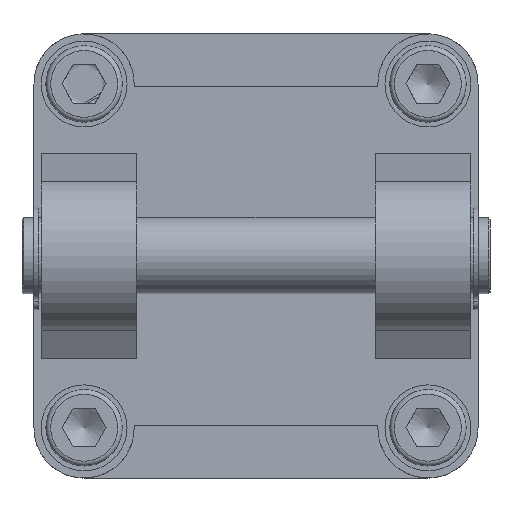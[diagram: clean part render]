
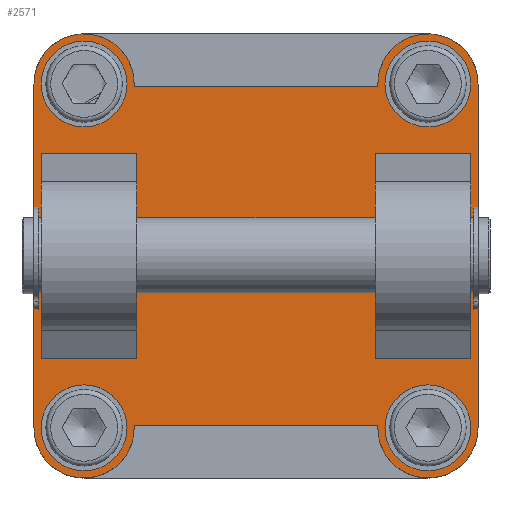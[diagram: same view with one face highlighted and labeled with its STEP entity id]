
A CAD part, top view. The second image highlights one B-rep face of the part: STEP entity #2571.
In plain terms, the highlighted planar face has unit normal (0, 0, 1).
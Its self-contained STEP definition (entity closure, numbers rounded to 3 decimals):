
#75=FACE_BOUND('',#367,.T.);
#76=FACE_BOUND('',#368,.T.);
#77=FACE_BOUND('',#369,.T.);
#78=FACE_BOUND('',#370,.T.);
#79=FACE_BOUND('',#371,.T.);
#80=FACE_BOUND('',#372,.T.);
#127=PLANE('',#2787);
#217=FACE_OUTER_BOUND('',#366,.T.);
#366=EDGE_LOOP('',(#1778,#1779,#1780,#1781,#1782,#1783,#1784,#1785));
#367=EDGE_LOOP('',(#1786,#1787,#1788,#1789));
#368=EDGE_LOOP('',(#1790,#1791,#1792,#1793));
#369=EDGE_LOOP('',(#1794,#1795));
#370=EDGE_LOOP('',(#1796,#1797));
#371=EDGE_LOOP('',(#1798,#1799));
#372=EDGE_LOOP('',(#1800,#1801));
#503=LINE('',#3835,#661);
#509=LINE('',#3850,#667);
#510=LINE('',#3852,#668);
#511=LINE('',#3854,#669);
#516=LINE('',#3869,#674);
#519=LINE('',#3880,#677);
#521=LINE('',#3883,#679);
#522=LINE('',#3885,#680);
#533=LINE('',#3961,#691);
#538=LINE('',#3976,#696);
#547=LINE('',#3999,#705);
#552=LINE('',#4016,#710);
#661=VECTOR('',#3043,10.);
#667=VECTOR('',#3057,10.);
#668=VECTOR('',#3060,10.);
#669=VECTOR('',#3063,10.);
#674=VECTOR('',#3076,10.);
#677=VECTOR('',#3087,10.);
#679=VECTOR('',#3091,10.);
#680=VECTOR('',#3094,10.);
#691=VECTOR('',#3179,10.);
#696=VECTOR('',#3192,10.);
#705=VECTOR('',#3213,10.);
#710=VECTOR('',#3232,10.);
#831=CIRCLE('',#2732,9.);
#832=CIRCLE('',#2733,9.);
#837=CIRCLE('',#2741,9.);
#838=CIRCLE('',#2742,9.);
#843=CIRCLE('',#2750,9.);
#844=CIRCLE('',#2751,9.);
#849=CIRCLE('',#2759,9.);
#850=CIRCLE('',#2760,9.);
#856=CIRCLE('',#2775,10.5);
#858=CIRCLE('',#2778,10.5);
#860=CIRCLE('',#2782,10.5);
#862=CIRCLE('',#2785,10.5);
#998=VERTEX_POINT('',#3831);
#1000=VERTEX_POINT('',#3834);
#1004=VERTEX_POINT('',#3846);
#1005=VERTEX_POINT('',#3848);
#1008=VERTEX_POINT('',#3862);
#1011=VERTEX_POINT('',#3867);
#1014=VERTEX_POINT('',#3877);
#1015=VERTEX_POINT('',#3879);
#1019=VERTEX_POINT('',#3894);
#1020=VERTEX_POINT('',#3895);
#1025=VERTEX_POINT('',#3911);
#1026=VERTEX_POINT('',#3912);
#1031=VERTEX_POINT('',#3928);
#1032=VERTEX_POINT('',#3929);
#1037=VERTEX_POINT('',#3945);
#1038=VERTEX_POINT('',#3946);
#1042=VERTEX_POINT('',#3958);
#1043=VERTEX_POINT('',#3960);
#1048=VERTEX_POINT('',#3973);
#1049=VERTEX_POINT('',#3975);
#1056=VERTEX_POINT('',#3997);
#1057=VERTEX_POINT('',#3998);
#1060=VERTEX_POINT('',#4009);
#1062=VERTEX_POINT('',#4015);
#1257=EDGE_CURVE('',#1000,#998,#503,.T.);
#1265=EDGE_CURVE('',#1004,#1005,#509,.T.);
#1266=EDGE_CURVE('',#998,#1004,#510,.T.);
#1267=EDGE_CURVE('',#1005,#1000,#511,.T.);
#1274=EDGE_CURVE('',#1008,#1011,#516,.T.);
#1279=EDGE_CURVE('',#1015,#1014,#519,.T.);
#1281=EDGE_CURVE('',#1014,#1008,#521,.T.);
#1282=EDGE_CURVE('',#1011,#1015,#522,.T.);
#1286=EDGE_CURVE('',#1019,#1020,#831,.T.);
#1287=EDGE_CURVE('',#1020,#1019,#832,.T.);
#1294=EDGE_CURVE('',#1025,#1026,#837,.T.);
#1295=EDGE_CURVE('',#1026,#1025,#838,.T.);
#1302=EDGE_CURVE('',#1031,#1032,#843,.T.);
#1303=EDGE_CURVE('',#1032,#1031,#844,.T.);
#1310=EDGE_CURVE('',#1037,#1038,#849,.T.);
#1311=EDGE_CURVE('',#1038,#1037,#850,.T.);
#1317=EDGE_CURVE('',#1043,#1042,#533,.T.);
#1324=EDGE_CURVE('',#1049,#1048,#538,.T.);
#1335=EDGE_CURVE('',#1056,#1057,#547,.T.);
#1339=EDGE_CURVE('',#1048,#1057,#856,.T.);
#1341=EDGE_CURVE('',#1049,#1060,#858,.T.);
#1344=EDGE_CURVE('',#1060,#1062,#552,.T.);
#1347=EDGE_CURVE('',#1042,#1062,#860,.T.);
#1349=EDGE_CURVE('',#1043,#1056,#862,.T.);
#1778=ORIENTED_EDGE('',*,*,#1347,.T.);
#1779=ORIENTED_EDGE('',*,*,#1344,.F.);
#1780=ORIENTED_EDGE('',*,*,#1341,.F.);
#1781=ORIENTED_EDGE('',*,*,#1324,.T.);
#1782=ORIENTED_EDGE('',*,*,#1339,.T.);
#1783=ORIENTED_EDGE('',*,*,#1335,.F.);
#1784=ORIENTED_EDGE('',*,*,#1349,.F.);
#1785=ORIENTED_EDGE('',*,*,#1317,.T.);
#1786=ORIENTED_EDGE('',*,*,#1265,.T.);
#1787=ORIENTED_EDGE('',*,*,#1267,.T.);
#1788=ORIENTED_EDGE('',*,*,#1257,.T.);
#1789=ORIENTED_EDGE('',*,*,#1266,.T.);
#1790=ORIENTED_EDGE('',*,*,#1279,.T.);
#1791=ORIENTED_EDGE('',*,*,#1281,.T.);
#1792=ORIENTED_EDGE('',*,*,#1274,.T.);
#1793=ORIENTED_EDGE('',*,*,#1282,.T.);
#1794=ORIENTED_EDGE('',*,*,#1286,.T.);
#1795=ORIENTED_EDGE('',*,*,#1287,.T.);
#1796=ORIENTED_EDGE('',*,*,#1294,.T.);
#1797=ORIENTED_EDGE('',*,*,#1295,.T.);
#1798=ORIENTED_EDGE('',*,*,#1302,.T.);
#1799=ORIENTED_EDGE('',*,*,#1303,.T.);
#1800=ORIENTED_EDGE('',*,*,#1310,.T.);
#1801=ORIENTED_EDGE('',*,*,#1311,.T.);
#2571=ADVANCED_FACE('',(#217,#75,#76,#77,#78,#79,#80),#127,.T.);
#2732=AXIS2_PLACEMENT_3D('',#3896,#3105,#3106);
#2733=AXIS2_PLACEMENT_3D('',#3897,#3107,#3108);
#2741=AXIS2_PLACEMENT_3D('',#3913,#3125,#3126);
#2742=AXIS2_PLACEMENT_3D('',#3914,#3127,#3128);
#2750=AXIS2_PLACEMENT_3D('',#3930,#3145,#3146);
#2751=AXIS2_PLACEMENT_3D('',#3931,#3147,#3148);
#2759=AXIS2_PLACEMENT_3D('',#3947,#3165,#3166);
#2760=AXIS2_PLACEMENT_3D('',#3948,#3167,#3168);
#2775=AXIS2_PLACEMENT_3D('',#4006,#3219,#3220);
#2778=AXIS2_PLACEMENT_3D('',#4010,#3225,#3226);
#2782=AXIS2_PLACEMENT_3D('',#4021,#3237,#3238);
#2785=AXIS2_PLACEMENT_3D('',#4024,#3243,#3244);
#2787=AXIS2_PLACEMENT_3D('',#4026,#3247,#3248);
#3043=DIRECTION('',(-1.,0.,0.));
#3057=DIRECTION('',(1.,0.,0.));
#3060=DIRECTION('',(0.,1.,0.));
#3063=DIRECTION('',(0.,-1.,0.));
#3076=DIRECTION('',(-1.,0.,0.));
#3087=DIRECTION('',(1.,0.,0.));
#3091=DIRECTION('',(0.,-1.,0.));
#3094=DIRECTION('',(0.,1.,0.));
#3105=DIRECTION('center_axis',(0.,0.,-1.));
#3106=DIRECTION('ref_axis',(1.,0.,0.));
#3107=DIRECTION('center_axis',(0.,0.,-1.));
#3108=DIRECTION('ref_axis',(1.,0.,0.));
#3125=DIRECTION('center_axis',(0.,0.,-1.));
#3126=DIRECTION('ref_axis',(1.,0.,0.));
#3127=DIRECTION('center_axis',(0.,0.,-1.));
#3128=DIRECTION('ref_axis',(1.,0.,0.));
#3145=DIRECTION('center_axis',(0.,0.,-1.));
#3146=DIRECTION('ref_axis',(1.,0.,0.));
#3147=DIRECTION('center_axis',(0.,0.,-1.));
#3148=DIRECTION('ref_axis',(1.,0.,0.));
#3165=DIRECTION('center_axis',(0.,0.,-1.));
#3166=DIRECTION('ref_axis',(1.,0.,0.));
#3167=DIRECTION('center_axis',(0.,0.,-1.));
#3168=DIRECTION('ref_axis',(1.,0.,0.));
#3179=DIRECTION('',(-1.,0.,0.));
#3192=DIRECTION('',(1.,0.,0.));
#3213=DIRECTION('',(0.,-1.,0.));
#3219=DIRECTION('center_axis',(0.,0.,1.));
#3220=DIRECTION('ref_axis',(0.999,-0.048,0.));
#3225=DIRECTION('center_axis',(0.,0.,-1.));
#3226=DIRECTION('ref_axis',(1.,0.,0.));
#3232=DIRECTION('',(0.,1.,0.));
#3237=DIRECTION('center_axis',(0.,0.,1.));
#3238=DIRECTION('ref_axis',(-0.999,0.048,0.));
#3243=DIRECTION('center_axis',(0.,0.,-1.));
#3244=DIRECTION('ref_axis',(-1.,0.,0.));
#3247=DIRECTION('center_axis',(0.,0.,1.));
#3248=DIRECTION('ref_axis',(1.,0.,0.));
#3831=CARTESIAN_POINT('',(25.,-21.5,14.));
#3834=CARTESIAN_POINT('',(45.,-21.5,14.));
#3835=CARTESIAN_POINT('',(22.5,-21.5,14.));
#3846=CARTESIAN_POINT('',(25.,21.5,14.));
#3848=CARTESIAN_POINT('',(45.,21.5,14.));
#3850=CARTESIAN_POINT('',(22.5,21.5,14.));
#3852=CARTESIAN_POINT('',(25.,0.,14.));
#3854=CARTESIAN_POINT('',(45.,0.,14.));
#3862=CARTESIAN_POINT('',(-25.,-21.5,14.));
#3867=CARTESIAN_POINT('',(-45.,-21.5,14.));
#3869=CARTESIAN_POINT('',(-22.5,-21.5,14.));
#3877=CARTESIAN_POINT('',(-25.,21.5,14.));
#3879=CARTESIAN_POINT('',(-45.,21.5,14.));
#3880=CARTESIAN_POINT('',(-22.5,21.5,14.));
#3883=CARTESIAN_POINT('',(-25.,0.,14.));
#3885=CARTESIAN_POINT('',(-45.,0.,14.));
#3894=CARTESIAN_POINT('',(45.,-36.,14.));
#3895=CARTESIAN_POINT('',(27.,-36.,14.));
#3896=CARTESIAN_POINT('Origin',(36.,-36.,14.));
#3897=CARTESIAN_POINT('Origin',(36.,-36.,14.));
#3911=CARTESIAN_POINT('',(-27.,36.,14.));
#3912=CARTESIAN_POINT('',(-45.,36.,14.));
#3913=CARTESIAN_POINT('Origin',(-36.,36.,14.));
#3914=CARTESIAN_POINT('Origin',(-36.,36.,14.));
#3928=CARTESIAN_POINT('',(45.,36.,14.));
#3929=CARTESIAN_POINT('',(27.,36.,14.));
#3930=CARTESIAN_POINT('Origin',(36.,36.,14.));
#3931=CARTESIAN_POINT('Origin',(36.,36.,14.));
#3945=CARTESIAN_POINT('',(-27.,-36.,14.));
#3946=CARTESIAN_POINT('',(-45.,-36.,14.));
#3947=CARTESIAN_POINT('Origin',(-36.,-36.,14.));
#3948=CARTESIAN_POINT('Origin',(-36.,-36.,14.));
#3958=CARTESIAN_POINT('',(-25.512,35.5,14.));
#3960=CARTESIAN_POINT('',(25.512,35.5,14.));
#3961=CARTESIAN_POINT('',(-12.756,35.5,14.));
#3973=CARTESIAN_POINT('',(25.512,-35.5,14.));
#3975=CARTESIAN_POINT('',(-25.512,-35.5,14.));
#3976=CARTESIAN_POINT('',(12.756,-35.5,14.));
#3997=CARTESIAN_POINT('',(46.5,36.,14.));
#3998=CARTESIAN_POINT('',(46.5,-36.,14.));
#3999=CARTESIAN_POINT('',(46.5,36.,14.));
#4006=CARTESIAN_POINT('Origin',(36.,-36.,14.));
#4009=CARTESIAN_POINT('',(-46.5,-36.,14.));
#4010=CARTESIAN_POINT('Origin',(-36.,-36.,14.));
#4015=CARTESIAN_POINT('',(-46.5,36.,14.));
#4016=CARTESIAN_POINT('',(-46.5,-36.,14.));
#4021=CARTESIAN_POINT('Origin',(-36.,36.,14.));
#4024=CARTESIAN_POINT('Origin',(36.,36.,14.));
#4026=CARTESIAN_POINT('Origin',(0.,0.,
14.));
